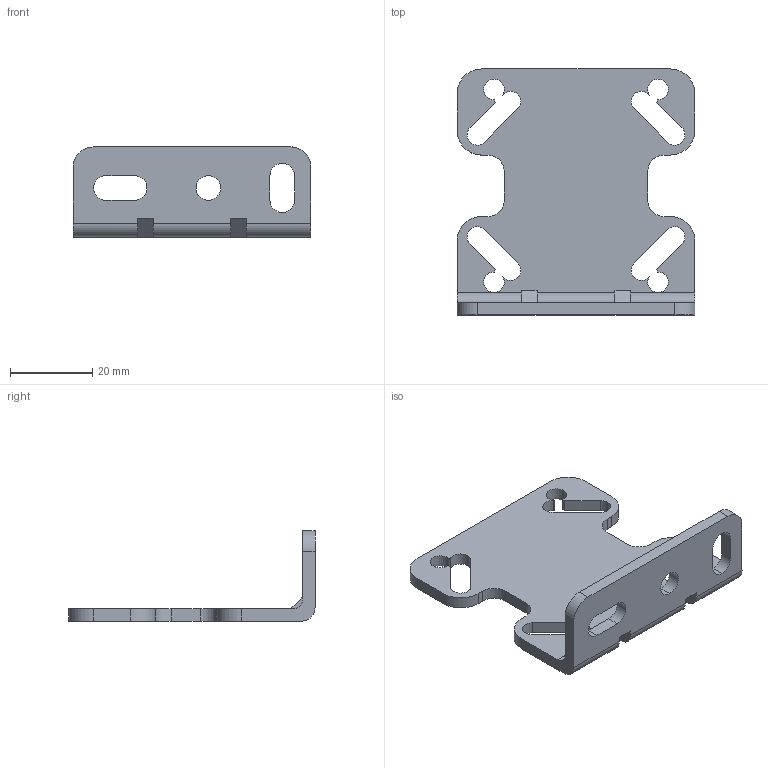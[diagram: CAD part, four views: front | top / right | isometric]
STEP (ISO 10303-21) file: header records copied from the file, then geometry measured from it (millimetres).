
FILE_DESCRIPTION(('STEP AP242'),'1');
FILE_NAME('bracket_xuza51.stp','2019-11-21T06:06:10',('TraceParts'),('TraceParts S.A.'),'Spatial InterOp 3D',' ',' ');
FILE_SCHEMA(('AP242_MANAGED_MODEL_BASED_3D_ENGINEERING_MIM_LF {1 0 10303 442 1 1 4}'));
Length unit declared in the file: millimetre
Products named in the file (1): bracket_xuza51
Bounding box: 58 x 60 x 22 mm (x, y, z)
Volume: 10825.6 mm3; surface area: 8899 mm2
Topology: 1 solids, 1 shells, 102 faces, 304 edges, 202 vertices
Faces by surface type: cylinder 54, plane 48
Entity records: 3538 total; most frequent: CARTESIAN_POINT 645, DIRECTION 619, ORIENTED_EDGE 608, EDGE_CURVE 304, AXIS2_PLACEMENT_3D 213, VERTEX_POINT 202, LINE 193, VECTOR 193
